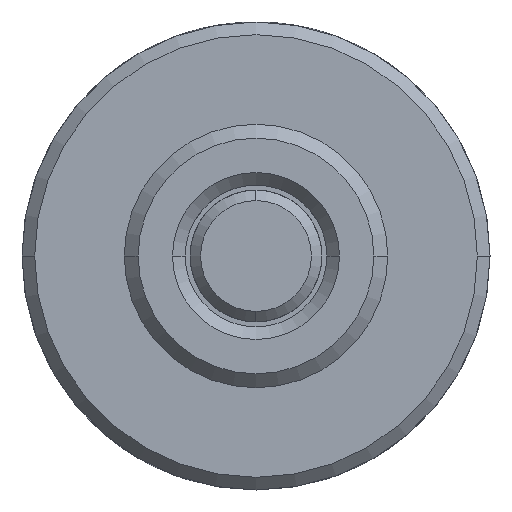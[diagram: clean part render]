
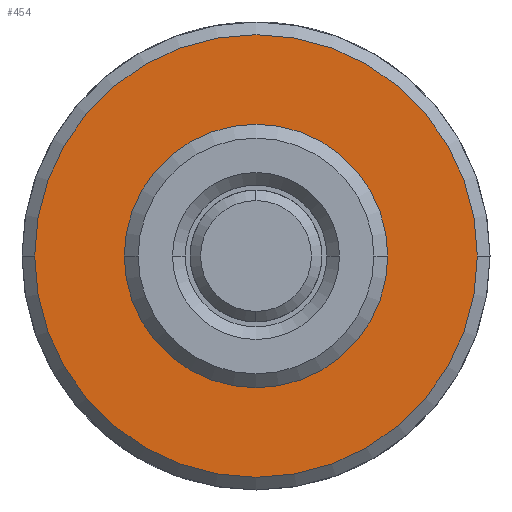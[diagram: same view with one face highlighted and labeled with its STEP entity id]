
A CAD part, left-side view. The second image highlights one B-rep face of the part: STEP entity #454.
In plain terms, the highlighted planar face has unit normal (-1, 0, 0).
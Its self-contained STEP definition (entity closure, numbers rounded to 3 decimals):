
#95 = VERTEX_POINT ( 'NONE', #570 ) ;
#144 = CARTESIAN_POINT ( 'NONE',  ( 12.7, 0., 0. ) ) ;
#265 = ORIENTED_EDGE ( 'NONE', *, *, #935, .F. ) ;
#419 = EDGE_LOOP ( 'NONE', ( #3839, #3522 ) ) ;
#437 = CIRCLE ( 'NONE', #2538, 13.335 ) ;
#454 = ADVANCED_FACE ( 'NONE', ( #1092, #2316 ), #3578, .F. ) ;
#508 = AXIS2_PLACEMENT_3D ( 'NONE', #3687, #1797, #2449 ) ;
#570 = CARTESIAN_POINT ( 'NONE',  ( 12.7, 0., -7.906 ) ) ;
#759 = DIRECTION ( 'NONE',  ( 1., 0., 0. ) ) ;
#935 = EDGE_CURVE ( 'NONE', #3024, #2077, #437, .T. ) ;
#1092 = FACE_OUTER_BOUND ( 'NONE', #2911, .T. ) ;
#1200 = CIRCLE ( 'NONE', #2572, 7.906 ) ;
#1207 = CARTESIAN_POINT ( 'NONE',  ( 12.7, 0., 0. ) ) ;
#1432 = AXIS2_PLACEMENT_3D ( 'NONE', #3002, #3969, #3645 ) ;
#1471 = CARTESIAN_POINT ( 'NONE',  ( 12.7, 0., 7.906 ) ) ;
#1630 = CARTESIAN_POINT ( 'NONE',  ( 12.7, 0., -13.335 ) ) ;
#1645 = EDGE_CURVE ( 'NONE', #2022, #95, #1200, .T. ) ;
#1782 = DIRECTION ( 'NONE',  ( 1., 0., 0. ) ) ;
#1797 = DIRECTION ( 'NONE',  ( 1., 0., 0. ) ) ;
#1949 = CIRCLE ( 'NONE', #1432, 7.906 ) ;
#2022 = VERTEX_POINT ( 'NONE', #1471 ) ;
#2051 = AXIS2_PLACEMENT_3D ( 'NONE', #144, #759, #3854 ) ;
#2077 = VERTEX_POINT ( 'NONE', #4044 ) ;
#2119 = DIRECTION ( 'NONE',  ( 0., 0., -1. ) ) ;
#2210 = DIRECTION ( 'NONE',  ( 0., 0., -1. ) ) ;
#2280 = CIRCLE ( 'NONE', #508, 13.335 ) ;
#2309 = ORIENTED_EDGE ( 'NONE', *, *, #3461, .F. ) ;
#2316 = FACE_BOUND ( 'NONE', #419, .T. ) ;
#2449 = DIRECTION ( 'NONE',  ( 0., 0., -1. ) ) ;
#2538 = AXIS2_PLACEMENT_3D ( 'NONE', #1207, #1782, #2119 ) ;
#2572 = AXIS2_PLACEMENT_3D ( 'NONE', #4010, #3683, #2210 ) ;
#2911 = EDGE_LOOP ( 'NONE', ( #2309, #265 ) ) ;
#3002 = CARTESIAN_POINT ( 'NONE',  ( 12.7, 0., 0. ) ) ;
#3024 = VERTEX_POINT ( 'NONE', #1630 ) ;
#3461 = EDGE_CURVE ( 'NONE', #2077, #3024, #2280, .T. ) ;
#3522 = ORIENTED_EDGE ( 'NONE', *, *, #1645, .T. ) ;
#3578 = PLANE ( 'NONE',  #2051 ) ;
#3645 = DIRECTION ( 'NONE',  ( 0., 0., -1. ) ) ;
#3683 = DIRECTION ( 'NONE',  ( 1., 0., 0. ) ) ;
#3687 = CARTESIAN_POINT ( 'NONE',  ( 12.7, 0., 0. ) ) ;
#3839 = ORIENTED_EDGE ( 'NONE', *, *, #3861, .T. ) ;
#3854 = DIRECTION ( 'NONE',  ( 0., 0., -1. ) ) ;
#3861 = EDGE_CURVE ( 'NONE', #95, #2022, #1949, .T. ) ;
#3969 = DIRECTION ( 'NONE',  ( 1., 0., 0. ) ) ;
#4010 = CARTESIAN_POINT ( 'NONE',  ( 12.7, 0., 0. ) ) ;
#4044 = CARTESIAN_POINT ( 'NONE',  ( 12.7, 0., 13.335 ) ) ;
